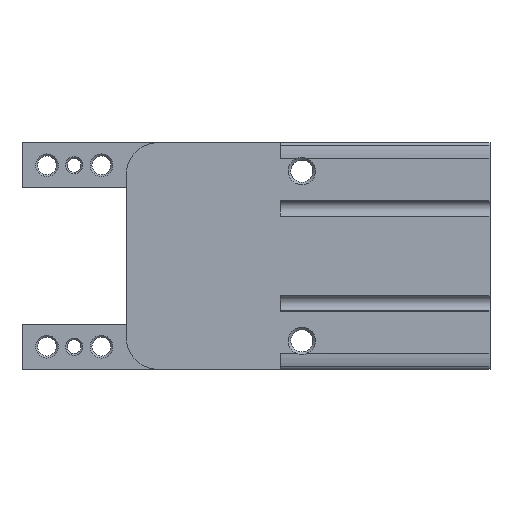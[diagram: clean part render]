
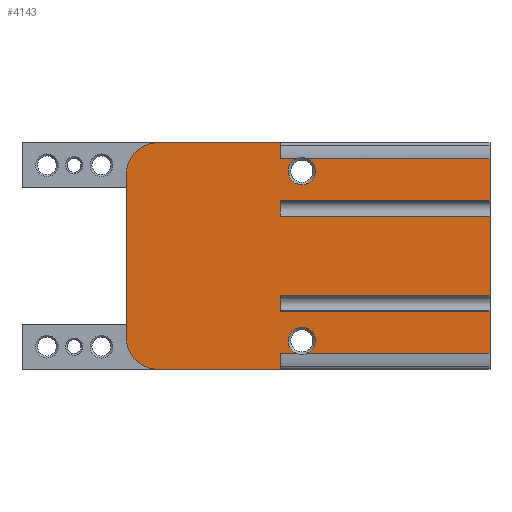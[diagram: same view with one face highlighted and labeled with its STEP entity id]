
A CAD part, left-side view. The second image highlights one B-rep face of the part: STEP entity #4143.
In plain terms, the highlighted planar face has unit normal (-1, 0, 0).
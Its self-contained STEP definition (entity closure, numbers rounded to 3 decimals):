
#294=LINE('',#6404,#637);
#297=LINE('',#6412,#640);
#370=LINE('',#6648,#713);
#372=LINE('',#6656,#715);
#379=LINE('',#6691,#722);
#381=LINE('',#6699,#724);
#389=LINE('',#6743,#732);
#394=LINE('',#6767,#737);
#412=LINE('',#6847,#755);
#431=LINE('',#6899,#774);
#433=LINE('',#6903,#776);
#434=LINE('',#6905,#777);
#435=LINE('',#6907,#778);
#436=LINE('',#6908,#779);
#437=LINE('',#6910,#780);
#438=LINE('',#6912,#781);
#439=LINE('',#6914,#782);
#440=LINE('',#6915,#783);
#637=VECTOR('',#5008,1000.);
#640=VECTOR('',#5015,1000.);
#713=VECTOR('',#5214,1000.);
#715=VECTOR('',#5220,1000.);
#722=VECTOR('',#5243,1000.);
#724=VECTOR('',#5249,1000.);
#732=VECTOR('',#5285,1000.);
#737=VECTOR('',#5304,1000.);
#755=VECTOR('',#5374,1000.);
#774=VECTOR('',#5417,1000.);
#776=VECTOR('',#5423,1000.);
#777=VECTOR('',#5424,1000.);
#778=VECTOR('',#5425,1000.);
#779=VECTOR('',#5426,1000.);
#780=VECTOR('',#5427,1000.);
#781=VECTOR('',#5428,1000.);
#782=VECTOR('',#5431,1000.);
#783=VECTOR('',#5432,1000.);
#1400=ORIENTED_EDGE('',*,*,#2466,.T.);
#1401=ORIENTED_EDGE('',*,*,#2344,.T.);
#1402=ORIENTED_EDGE('',*,*,#2392,.T.);
#1403=ORIENTED_EDGE('',*,*,#2467,.F.);
#1404=ORIENTED_EDGE('',*,*,#2468,.T.);
#1405=ORIENTED_EDGE('',*,*,#2469,.T.);
#1406=ORIENTED_EDGE('',*,*,#2380,.T.);
#1407=ORIENTED_EDGE('',*,*,#2470,.F.);
#1408=ORIENTED_EDGE('',*,*,#2471,.T.);
#1409=ORIENTED_EDGE('',*,*,#2472,.T.);
#1410=ORIENTED_EDGE('',*,*,#2436,.T.);
#1411=ORIENTED_EDGE('',*,*,#2357,.F.);
#1412=ORIENTED_EDGE('',*,*,#2473,.T.);
#1413=ORIENTED_EDGE('',*,*,#2361,.F.);
#1414=ORIENTED_EDGE('',*,*,#2474,.T.);
#1415=ORIENTED_EDGE('',*,*,#2230,.F.);
#1416=ORIENTED_EDGE('',*,*,#2239,.F.);
#1417=ORIENTED_EDGE('',*,*,#2464,.F.);
#1418=ORIENTED_EDGE('',*,*,#2236,.F.);
#1419=ORIENTED_EDGE('',*,*,#2226,.T.);
#1420=ORIENTED_EDGE('',*,*,#2475,.T.);
#1421=ORIENTED_EDGE('',*,*,#2340,.T.);
#2226=EDGE_CURVE('',#2808,#2807,#294,.T.);
#2230=EDGE_CURVE('',#2810,#2811,#297,.T.);
#2236=EDGE_CURVE('',#2808,#2816,#3159,.T.);
#2239=EDGE_CURVE('',#2817,#2810,#3160,.T.);
#2340=EDGE_CURVE('',#2883,#2881,#370,.T.);
#2344=EDGE_CURVE('',#2882,#2886,#372,.T.);
#2357=EDGE_CURVE('',#2893,#2895,#379,.T.);
#2361=EDGE_CURVE('',#2898,#2894,#381,.T.);
#2380=EDGE_CURVE('',#2913,#2912,#389,.T.);
#2392=EDGE_CURVE('',#2886,#2924,#394,.T.);
#2436=EDGE_CURVE('',#2961,#2895,#412,.T.);
#2464=EDGE_CURVE('',#2816,#2817,#431,.T.);
#2466=EDGE_CURVE('',#2881,#2882,#3247,.T.);
#2467=EDGE_CURVE('',#2982,#2924,#433,.T.);
#2468=EDGE_CURVE('',#2982,#2983,#434,.T.);
#2469=EDGE_CURVE('',#2983,#2913,#435,.T.);
#2470=EDGE_CURVE('',#2984,#2912,#436,.T.);
#2471=EDGE_CURVE('',#2984,#2985,#437,.T.);
#2472=EDGE_CURVE('',#2985,#2961,#438,.T.);
#2473=EDGE_CURVE('',#2893,#2894,#3248,.T.);
#2474=EDGE_CURVE('',#2898,#2811,#439,.T.);
#2475=EDGE_CURVE('',#2807,#2883,#440,.T.);
#2807=VERTEX_POINT('',#6403);
#2808=VERTEX_POINT('',#6405);
#2810=VERTEX_POINT('',#6411);
#2811=VERTEX_POINT('',#6413);
#2816=VERTEX_POINT('',#6425);
#2817=VERTEX_POINT('',#6429);
#2881=VERTEX_POINT('',#6646);
#2882=VERTEX_POINT('',#6647);
#2883=VERTEX_POINT('',#6649);
#2886=VERTEX_POINT('',#6655);
#2893=VERTEX_POINT('',#6689);
#2894=VERTEX_POINT('',#6690);
#2895=VERTEX_POINT('',#6692);
#2898=VERTEX_POINT('',#6698);
#2912=VERTEX_POINT('',#6742);
#2913=VERTEX_POINT('',#6744);
#2924=VERTEX_POINT('',#6766);
#2961=VERTEX_POINT('',#6848);
#2982=VERTEX_POINT('',#6904);
#2983=VERTEX_POINT('',#6906);
#2984=VERTEX_POINT('',#6909);
#2985=VERTEX_POINT('',#6911);
#3159=CIRCLE('',#4398,7.);
#3160=CIRCLE('',#4400,7.);
#3247=CIRCLE('',#4532,3.);
#3248=CIRCLE('',#4533,3.);
#3434=EDGE_LOOP('',(#1400,#1401,#1402,#1403,#1404,#1405,#1406,#1407,#1408,
#1409,#1410,#1411,#1412,#1413,#1414,#1415,#1416,#1417,#1418,#1419,#1420,
#1421));
#3743=FACE_BOUND('',#3434,.T.);
#4017=PLANE('',#4531);
#4143=ADVANCED_FACE('',(#3743),#4017,.F.);
#4398=AXIS2_PLACEMENT_3D('',#6424,#5023,#5024);
#4400=AXIS2_PLACEMENT_3D('',#6430,#5029,#5030);
#4531=AXIS2_PLACEMENT_3D('',#6901,#5419,#5420);
#4532=AXIS2_PLACEMENT_3D('',#6902,#5421,#5422);
#4533=AXIS2_PLACEMENT_3D('',#6913,#5429,#5430);
#5008=DIRECTION('',(0.,-1.,0.));
#5015=DIRECTION('',(0.,-1.,0.));
#5023=DIRECTION('',(1.,0.,0.));
#5024=DIRECTION('',(0.,0.,-1.));
#5029=DIRECTION('',(1.,0.,0.));
#5030=DIRECTION('',(0.,0.,-1.));
#5214=DIRECTION('',(0.,-1.,0.));
#5220=DIRECTION('',(0.,-1.,0.));
#5243=DIRECTION('',(0.,-1.,0.));
#5249=DIRECTION('',(0.,-1.,0.));
#5285=DIRECTION('',(0.,0.,1.));
#5304=DIRECTION('',(0.,0.,1.));
#5374=DIRECTION('',(0.,0.,1.));
#5417=DIRECTION('',(0.,0.,1.));
#5419=DIRECTION('',(1.,0.,0.));
#5420=DIRECTION('',(0.,0.,-1.));
#5421=DIRECTION('',(1.,0.,0.));
#5422=DIRECTION('',(0.,0.,-1.));
#5423=DIRECTION('',(0.,-1.,0.));
#5424=DIRECTION('',(0.,0.,1.));
#5425=DIRECTION('',(0.,-1.,0.));
#5426=DIRECTION('',(0.,-1.,0.));
#5427=DIRECTION('',(0.,0.,1.));
#5428=DIRECTION('',(0.,-1.,0.));
#5429=DIRECTION('',(1.,0.,0.));
#5430=DIRECTION('',(0.,0.,-1.));
#5431=DIRECTION('',(0.,0.,1.));
#5432=DIRECTION('',(0.,0.,1.));
#6403=CARTESIAN_POINT('',(-16.5,46.22,-25.));
#6404=CARTESIAN_POINT('',(-16.5,80.2,-25.));
#6405=CARTESIAN_POINT('',(-16.5,73.2,-25.));
#6411=CARTESIAN_POINT('',(-16.5,73.2,25.));
#6412=CARTESIAN_POINT('',(-16.5,80.2,25.));
#6413=CARTESIAN_POINT('',(-16.5,46.22,25.));
#6424=CARTESIAN_POINT('',(-16.5,73.2,-18.));
#6425=CARTESIAN_POINT('',(-16.5,80.2,-18.));
#6429=CARTESIAN_POINT('',(-16.5,80.2,18.));
#6430=CARTESIAN_POINT('',(-16.5,73.2,18.));
#6646=CARTESIAN_POINT('',(-16.5,42.577,-21.5));
#6647=CARTESIAN_POINT('',(-16.5,40.423,-21.5));
#6648=CARTESIAN_POINT('',(-16.5,46.22,-21.5));
#6649=CARTESIAN_POINT('',(-16.5,46.22,-21.5));
#6655=CARTESIAN_POINT('',(-16.5,0.,-21.5));
#6656=CARTESIAN_POINT('',(-16.5,46.22,-21.5));
#6689=CARTESIAN_POINT('',(-16.5,40.423,21.5));
#6690=CARTESIAN_POINT('',(-16.5,42.577,21.5));
#6691=CARTESIAN_POINT('',(-16.5,46.22,21.5));
#6692=CARTESIAN_POINT('',(-16.5,0.,21.5));
#6698=CARTESIAN_POINT('',(-16.5,46.22,21.5));
#6699=CARTESIAN_POINT('',(-16.5,46.22,21.5));
#6742=CARTESIAN_POINT('',(-16.5,0.,8.8));
#6743=CARTESIAN_POINT('',(-16.5,0.,-25.));
#6744=CARTESIAN_POINT('',(-16.5,0.,-8.8));
#6766=CARTESIAN_POINT('',(-16.5,0.,-12.2));
#6767=CARTESIAN_POINT('',(-16.5,0.,-25.));
#6847=CARTESIAN_POINT('',(-16.5,0.,-25.));
#6848=CARTESIAN_POINT('',(-16.5,0.,12.2));
#6899=CARTESIAN_POINT('',(-16.5,80.2,-25.));
#6901=CARTESIAN_POINT('',(-16.5,80.2,-25.));
#6902=CARTESIAN_POINT('',(-16.5,41.5,-18.7));
#6903=CARTESIAN_POINT('',(-16.5,46.2,-12.2));
#6904=CARTESIAN_POINT('',(-16.5,46.2,-12.2));
#6905=CARTESIAN_POINT('',(-16.5,46.2,-12.2));
#6906=CARTESIAN_POINT('',(-16.5,46.2,-8.8));
#6907=CARTESIAN_POINT('',(-16.5,46.2,-8.8));
#6908=CARTESIAN_POINT('',(-16.5,46.2,8.8));
#6909=CARTESIAN_POINT('',(-16.5,46.2,8.8));
#6910=CARTESIAN_POINT('',(-16.5,46.2,8.8));
#6911=CARTESIAN_POINT('',(-16.5,46.2,12.2));
#6912=CARTESIAN_POINT('',(-16.5,46.2,12.2));
#6913=CARTESIAN_POINT('',(-16.5,41.5,18.7));
#6914=CARTESIAN_POINT('',(-16.5,46.22,-25.));
#6915=CARTESIAN_POINT('',(-16.5,46.22,-25.));
